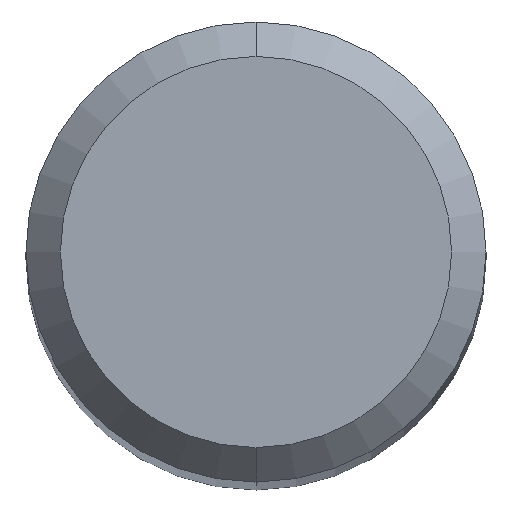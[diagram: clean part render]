
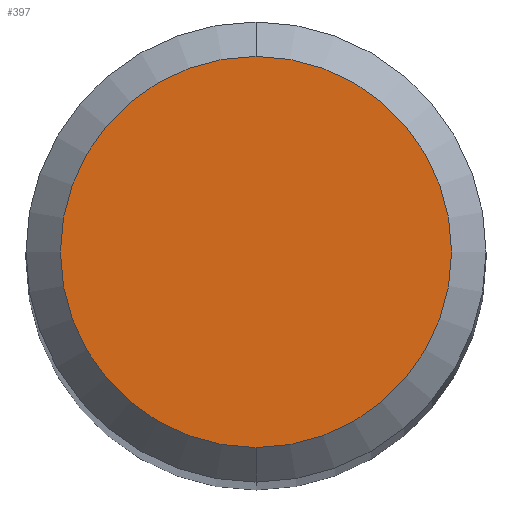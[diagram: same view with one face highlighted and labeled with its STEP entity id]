
A CAD part, top view. The second image highlights one B-rep face of the part: STEP entity #397.
In plain terms, the highlighted planar face has unit normal (0, 0, 1).
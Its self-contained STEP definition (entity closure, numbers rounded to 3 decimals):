
#397=ADVANCED_FACE('',(#1056),#1057,.T.);
#473=EDGE_CURVE('',#685,#639,#1146,.T.);
#639=VERTEX_POINT('',#1326);
#685=VERTEX_POINT('',#1376);
#761=EDGE_CURVE('',#639,#685,#1463,.T.);
#1056=FACE_OUTER_BOUND('',#1852,.T.);
#1057=PLANE('',#1853);
#1146=CIRCLE('',#2280,1.7);
#1326=CARTESIAN_POINT('',(0.0,1.7,0.0));
#1376=CARTESIAN_POINT('',(0.,-1.7,0.0));
#1463=CIRCLE('',#3778,1.7);
#1852=EDGE_LOOP('',(#4890,#4891));
#1853=AXIS2_PLACEMENT_3D('',#4892,#4893,#4894);
#2280=AXIS2_PLACEMENT_3D('',#5016,#5017,#5018);
#3778=AXIS2_PLACEMENT_3D('',#5372,#5373,#5374);
#4890=ORIENTED_EDGE('',*,*,#761,.F.);
#4891=ORIENTED_EDGE('',*,*,#473,.F.);
#4892=CARTESIAN_POINT('',(0.0,0.85,0.0));
#4893=DIRECTION('',(-0.0,0.0,1.0));
#4894=DIRECTION('',(0.0,-1.0,0.0));
#5016=CARTESIAN_POINT('',(0.0,0.0,0.0));
#5017=DIRECTION('',(0.0,0.0,-1.0));
#5018=DIRECTION('',(0.0,1.0,0.0));
#5372=CARTESIAN_POINT('',(0.0,0.0,0.0));
#5373=DIRECTION('',(0.0,0.0,-1.0));
#5374=DIRECTION('',(0.0,1.0,0.0));
